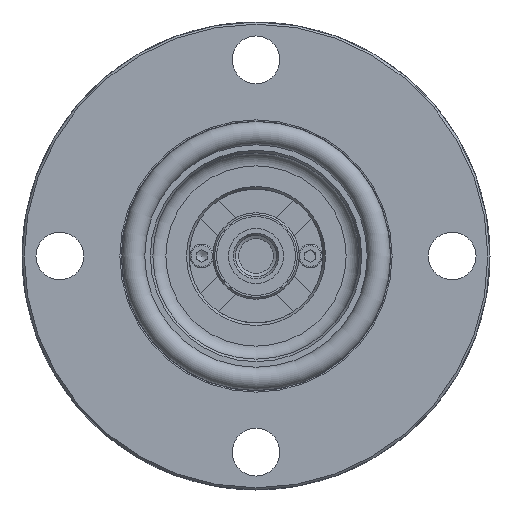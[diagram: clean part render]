
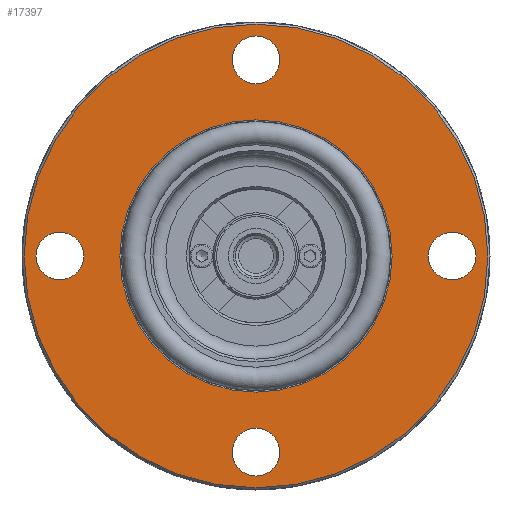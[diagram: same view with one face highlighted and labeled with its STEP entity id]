
A CAD part, left-side view. The second image highlights one B-rep face of the part: STEP entity #17397.
In plain terms, the highlighted planar face has unit normal (-1, 0, 0).
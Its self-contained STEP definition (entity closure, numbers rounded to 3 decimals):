
#854=PLANE('',#18482);
#1013=FACE_BOUND('',#5990,.T.);
#1014=FACE_BOUND('',#5991,.T.);
#1015=FACE_BOUND('',#5992,.T.);
#1016=FACE_BOUND('',#5993,.T.);
#1017=FACE_BOUND('',#5994,.T.);
#4928=FACE_OUTER_BOUND('',#5989,.T.);
#5989=EDGE_LOOP('',(#15447));
#5990=EDGE_LOOP('',(#15448,#15449));
#5991=EDGE_LOOP('',(#15450,#15451));
#5992=EDGE_LOOP('',(#15452,#15453));
#5993=EDGE_LOOP('',(#15454,#15455));
#5994=EDGE_LOOP('',(#15456,#15457));
#6570=CIRCLE('',#18471,53.475);
#6580=CIRCLE('',#18483,31.4);
#6581=CIRCLE('',#18484,31.4);
#6582=CIRCLE('',#18485,5.5);
#6583=CIRCLE('',#18486,5.5);
#6584=CIRCLE('',#18487,5.5);
#6585=CIRCLE('',#18488,5.5);
#6586=CIRCLE('',#18489,5.5);
#6587=CIRCLE('',#18490,5.5);
#6588=CIRCLE('',#18491,5.5);
#6589=CIRCLE('',#18492,5.5);
#8281=VERTEX_POINT('',#123218);
#8299=VERTEX_POINT('',#123258);
#8300=VERTEX_POINT('',#123259);
#8301=VERTEX_POINT('',#123262);
#8302=VERTEX_POINT('',#123263);
#8303=VERTEX_POINT('',#123266);
#8304=VERTEX_POINT('',#123267);
#8305=VERTEX_POINT('',#123270);
#8306=VERTEX_POINT('',#123271);
#8307=VERTEX_POINT('',#123274);
#8308=VERTEX_POINT('',#123275);
#10736=EDGE_CURVE('',#8281,#8281,#6570,.T.);
#10755=EDGE_CURVE('',#8299,#8300,#6580,.T.);
#10756=EDGE_CURVE('',#8300,#8299,#6581,.T.);
#10757=EDGE_CURVE('',#8301,#8302,#6582,.T.);
#10758=EDGE_CURVE('',#8302,#8301,#6583,.T.);
#10759=EDGE_CURVE('',#8303,#8304,#6584,.T.);
#10760=EDGE_CURVE('',#8304,#8303,#6585,.T.);
#10761=EDGE_CURVE('',#8305,#8306,#6586,.T.);
#10762=EDGE_CURVE('',#8306,#8305,#6587,.T.);
#10763=EDGE_CURVE('',#8307,#8308,#6588,.T.);
#10764=EDGE_CURVE('',#8308,#8307,#6589,.T.);
#15447=ORIENTED_EDGE('',*,*,#10736,.F.);
#15448=ORIENTED_EDGE('',*,*,#10755,.T.);
#15449=ORIENTED_EDGE('',*,*,#10756,.T.);
#15450=ORIENTED_EDGE('',*,*,#10757,.T.);
#15451=ORIENTED_EDGE('',*,*,#10758,.T.);
#15452=ORIENTED_EDGE('',*,*,#10759,.T.);
#15453=ORIENTED_EDGE('',*,*,#10760,.T.);
#15454=ORIENTED_EDGE('',*,*,#10761,.T.);
#15455=ORIENTED_EDGE('',*,*,#10762,.T.);
#15456=ORIENTED_EDGE('',*,*,#10763,.T.);
#15457=ORIENTED_EDGE('',*,*,#10764,.T.);
#17397=ADVANCED_FACE('',(#4928,#1013,#1014,#1015,#1016,#1017),#854,.T.);
#18471=AXIS2_PLACEMENT_3D('',#123220,#21626,#21627);
#18482=AXIS2_PLACEMENT_3D('',#123257,#21657,#21658);
#18483=AXIS2_PLACEMENT_3D('',#123260,#21659,#21660);
#18484=AXIS2_PLACEMENT_3D('',#123261,#21661,#21662);
#18485=AXIS2_PLACEMENT_3D('',#123264,#21663,#21664);
#18486=AXIS2_PLACEMENT_3D('',#123265,#21665,#21666);
#18487=AXIS2_PLACEMENT_3D('',#123268,#21667,#21668);
#18488=AXIS2_PLACEMENT_3D('',#123269,#21669,#21670);
#18489=AXIS2_PLACEMENT_3D('',#123272,#21671,#21672);
#18490=AXIS2_PLACEMENT_3D('',#123273,#21673,#21674);
#18491=AXIS2_PLACEMENT_3D('',#123276,#21675,#21676);
#18492=AXIS2_PLACEMENT_3D('',#123277,#21677,#21678);
#21626=DIRECTION('center_axis',(1.,0.,0.));
#21627=DIRECTION('ref_axis',(0.,-1.,0.));
#21657=DIRECTION('center_axis',(-1.,0.,0.));
#21658=DIRECTION('ref_axis',(0.,0.,1.));
#21659=DIRECTION('center_axis',(1.,0.,0.));
#21660=DIRECTION('ref_axis',(0.,1.,0.));
#21661=DIRECTION('center_axis',(1.,0.,0.));
#21662=DIRECTION('ref_axis',(0.,1.,0.));
#21663=DIRECTION('center_axis',(1.,0.,0.));
#21664=DIRECTION('ref_axis',(0.,1.,0.));
#21665=DIRECTION('center_axis',(1.,0.,0.));
#21666=DIRECTION('ref_axis',(0.,1.,0.));
#21667=DIRECTION('center_axis',(1.,0.,0.));
#21668=DIRECTION('ref_axis',(0.,0.,1.));
#21669=DIRECTION('center_axis',(1.,0.,0.));
#21670=DIRECTION('ref_axis',(0.,0.,1.));
#21671=DIRECTION('center_axis',(1.,0.,0.));
#21672=DIRECTION('ref_axis',(0.,-1.,0.));
#21673=DIRECTION('center_axis',(1.,0.,0.));
#21674=DIRECTION('ref_axis',(0.,-1.,0.));
#21675=DIRECTION('center_axis',(1.,0.,0.));
#21676=DIRECTION('ref_axis',(0.,0.,-1.));
#21677=DIRECTION('center_axis',(1.,0.,0.));
#21678=DIRECTION('ref_axis',(0.,0.,-1.));
#123218=CARTESIAN_POINT('',(-20.8,53.475,0.));
#123220=CARTESIAN_POINT('Origin',(-20.8,0.,0.));
#123257=CARTESIAN_POINT('Origin',(-20.8,42.688,0.));
#123258=CARTESIAN_POINT('',(-20.8,31.4,0.));
#123259=CARTESIAN_POINT('',(-20.8,-31.4,0.));
#123260=CARTESIAN_POINT('Origin',(-20.8,0.,0.));
#123261=CARTESIAN_POINT('Origin',(-20.8,0.,0.));
#123262=CARTESIAN_POINT('',(-20.8,5.5,45.25));
#123263=CARTESIAN_POINT('',(-20.8,-5.5,45.25));
#123264=CARTESIAN_POINT('Origin',(-20.8,0.,45.25));
#123265=CARTESIAN_POINT('Origin',(-20.8,0.,45.25));
#123266=CARTESIAN_POINT('',(-20.8,-45.25,5.5));
#123267=CARTESIAN_POINT('',(-20.8,-45.25,-5.5));
#123268=CARTESIAN_POINT('Origin',(-20.8,-45.25,0.));
#123269=CARTESIAN_POINT('Origin',(-20.8,-45.25,0.));
#123270=CARTESIAN_POINT('',(-20.8,-5.5,-45.25));
#123271=CARTESIAN_POINT('',(-20.8,5.5,-45.25));
#123272=CARTESIAN_POINT('Origin',(-20.8,0.,-45.25));
#123273=CARTESIAN_POINT('Origin',(-20.8,0.,-45.25));
#123274=CARTESIAN_POINT('',(-20.8,45.25,-5.5));
#123275=CARTESIAN_POINT('',(-20.8,45.25,5.5));
#123276=CARTESIAN_POINT('Origin',(-20.8,45.25,0.));
#123277=CARTESIAN_POINT('Origin',(-20.8,45.25,0.));
